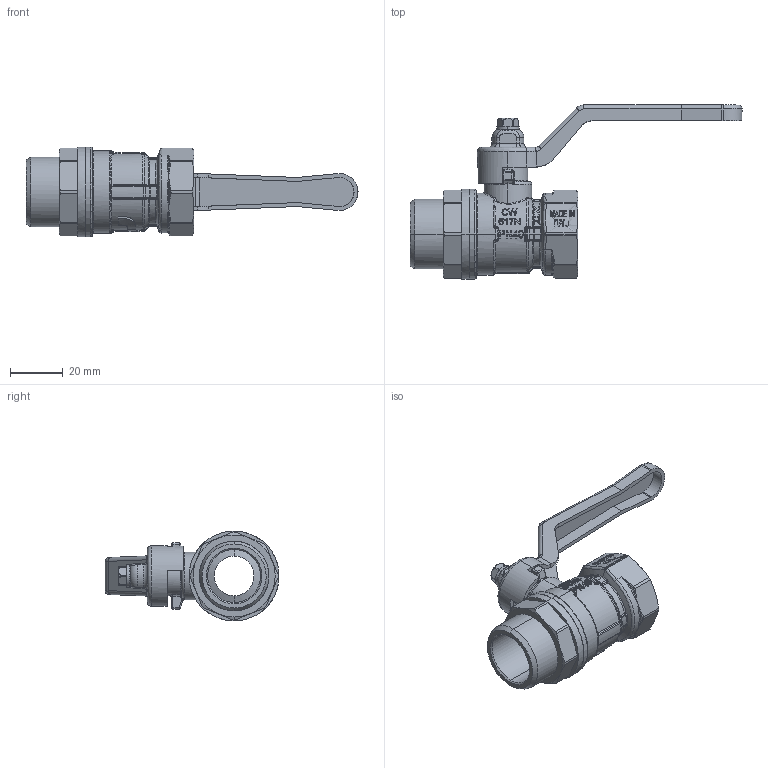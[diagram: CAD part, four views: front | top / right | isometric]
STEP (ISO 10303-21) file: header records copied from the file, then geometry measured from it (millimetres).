
FILE_DESCRIPTION (( 'STEP AP214' ), '1' );
FILE_NAME ('IT-ORIENT11205_R.STEP', '2018-09-21T15:12:28', ( '' ), ( '' ), 'SwSTEP 2.0', 'SolidWorks 2018', '' );
FILE_SCHEMA (( 'AUTOMOTIVE_DESIGN' ));
Length unit declared in the file: millimetre
Products named in the file (1): IT-ORIENT11205_R
Bounding box: 125.5 x 65.77 x 34 mm (x, y, z)
Surface area: 17703.4 mm2 (no closed solid volume)
Topology: 0 solids, 8 shells, 1122 faces, 2917 edges, 1802 vertices
Faces by surface type: plane 409, bspline 304, cylinder 211, torus 96, cone 57, sphere 45
Entity records: 52133 total; most frequent: CARTESIAN_POINT 32190, ORIENTED_EDGE 5563, EDGE_CURVE 2882, B_SPLINE_CURVE_WITH_KNOTS 2756, VERTEX_POINT 1798, DIRECTION 1638, EDGE_LOOP 1191, ADVANCED_FACE 1122
